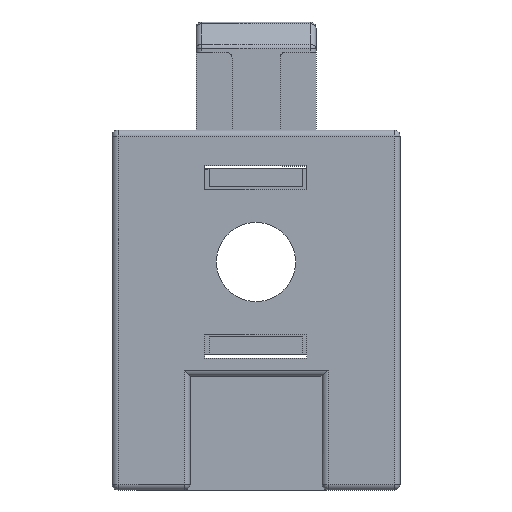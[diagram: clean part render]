
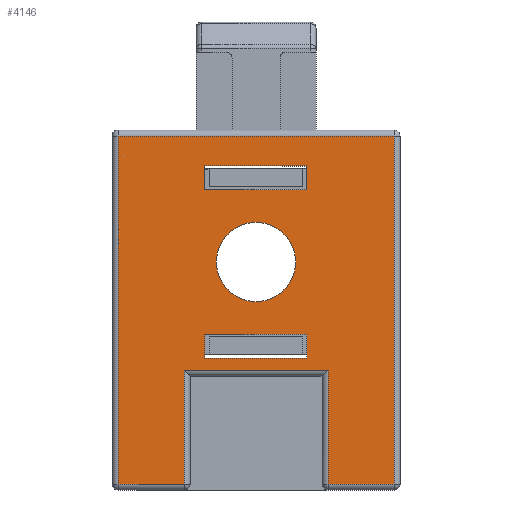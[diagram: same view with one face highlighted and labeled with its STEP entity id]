
A CAD part, front view. The second image highlights one B-rep face of the part: STEP entity #4146.
In plain terms, the highlighted planar face has unit normal (0, -1, 0).
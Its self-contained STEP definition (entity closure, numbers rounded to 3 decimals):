
#300 = CIRCLE ( 'NONE', #1533, 3.3 ) ;
#375 = LINE ( 'NONE', #3481, #378 ) ;
#378 = VECTOR ( 'NONE', #3480, 1000. ) ;
#381 = LINE ( 'NONE', #3478, #384 ) ;
#384 = VECTOR ( 'NONE', #3488, 1000. ) ;
#401 = CIRCLE ( 'NONE', #3294, 3.3 ) ;
#404 = LINE ( 'NONE', #2964, #407 ) ;
#407 = VECTOR ( 'NONE', #2975, 1000. ) ;
#408 = LINE ( 'NONE', #2768, #411 ) ;
#411 = VECTOR ( 'NONE', #2816, 1000. ) ;
#511 = CARTESIAN_POINT ( 'NONE',  ( 4.25, 0., 8. ) ) ;
#528 = DIRECTION ( 'NONE',  ( 1., 0., 0. ) ) ;
#532 = DIRECTION ( 'NONE',  ( 0., 0., -1. ) ) ;
#534 = CARTESIAN_POINT ( 'NONE',  ( -4.25, 0., -8. ) ) ;
#536 = CARTESIAN_POINT ( 'NONE',  ( 11.5, 0., 10.5 ) ) ;
#540 = DIRECTION ( 'NONE',  ( 0., 0., 1. ) ) ;
#549 = DIRECTION ( 'NONE',  ( 0., 0., 1. ) ) ;
#551 = CARTESIAN_POINT ( 'NONE',  ( -4.25, 0., -6. ) ) ;
#554 = DIRECTION ( 'NONE',  ( 1., 0., 0. ) ) ;
#638 = EDGE_LOOP ( 'NONE', ( #1127, #2503, #2500, #2504, #2502, #2507, #2501, #2353 ) ) ;
#649 = EDGE_LOOP ( 'NONE', ( #2359, #2358, #2357, #2354 ) ) ;
#672 = EDGE_LOOP ( 'NONE', ( #2355, #1129, #2356, #918 ) ) ;
#689 = VERTEX_POINT ( 'NONE', #4202 ) ;
#691 = VERTEX_POINT ( 'NONE', #4198 ) ;
#692 = VERTEX_POINT ( 'NONE', #4195 ) ;
#693 = VERTEX_POINT ( 'NONE', #4197 ) ;
#694 = VERTEX_POINT ( 'NONE', #4194 ) ;
#695 = VERTEX_POINT ( 'NONE', #4199 ) ;
#696 = VERTEX_POINT ( 'NONE', #4193 ) ;
#697 = VERTEX_POINT ( 'NONE', #4192 ) ;
#699 = VERTEX_POINT ( 'NONE', #4190 ) ;
#700 = VERTEX_POINT ( 'NONE', #4189 ) ;
#701 = VERTEX_POINT ( 'NONE', #4188 ) ;
#703 = VERTEX_POINT ( 'NONE', #4186 ) ;
#704 = VERTEX_POINT ( 'NONE', #4185 ) ;
#918 = ORIENTED_EDGE ( 'NONE', *, *, #1557, .T. ) ;
#959 = LINE ( 'NONE', #3396, #964 ) ;
#964 = VECTOR ( 'NONE', #3400, 1000. ) ;
#1007 = LINE ( 'NONE', #4066, #1022 ) ;
#1015 = LINE ( 'NONE', #4052, #1018 ) ;
#1018 = VECTOR ( 'NONE', #4049, 1000. ) ;
#1022 = VECTOR ( 'NONE', #4045, 1000. ) ;
#1031 = LINE ( 'NONE', #4029, #1044 ) ;
#1035 = LINE ( 'NONE', #536, #1038 ) ;
#1038 = VECTOR ( 'NONE', #540, 1000. ) ;
#1043 = LINE ( 'NONE', #511, #1046 ) ;
#1044 = VECTOR ( 'NONE', #554, 1000. ) ;
#1046 = VECTOR ( 'NONE', #532, 1000. ) ;
#1047 = LINE ( 'NONE', #534, #1050 ) ;
#1050 = VECTOR ( 'NONE', #549, 1000. ) ;
#1065 = LINE ( 'NONE', #551, #1067 ) ;
#1067 = VECTOR ( 'NONE', #528, 1000. ) ;
#1127 = ORIENTED_EDGE ( 'NONE', *, *, #1572, .T. ) ;
#1129 = ORIENTED_EDGE ( 'NONE', *, *, #1491, .T. ) ;
#1193 = FACE_BOUND ( 'NONE', #672, .T. ) ;
#1205 = FACE_BOUND ( 'NONE', #1840, .T. ) ;
#1208 = FACE_OUTER_BOUND ( 'NONE', #638, .T. ) ;
#1212 = FACE_BOUND ( 'NONE', #649, .T. ) ;
#1394 = EDGE_CURVE ( 'NONE', #1761, #1762, #300, .T. ) ;
#1443 = EDGE_CURVE ( 'NONE', #696, #1796, #959, .T. ) ;
#1474 = EDGE_CURVE ( 'NONE', #689, #691, #1015, .T. ) ;
#1476 = EDGE_CURVE ( 'NONE', #1771, #701, #1007, .T. ) ;
#1485 = EDGE_CURVE ( 'NONE', #694, #695, #1035, .T. ) ;
#1488 = EDGE_CURVE ( 'NONE', #691, #692, #1031, .T. ) ;
#1489 = EDGE_CURVE ( 'NONE', #699, #700, #1043, .T. ) ;
#1491 = EDGE_CURVE ( 'NONE', #701, #703, #1047, .T. ) ;
#1503 = EDGE_CURVE ( 'NONE', #703, #704, #1065, .T. ) ;
#1533 = AXIS2_PLACEMENT_3D ( 'NONE', #2607, #2606, #2608 ) ;
#1557 = EDGE_CURVE ( 'NONE', #704, #1771, #2691, .T. ) ;
#1572 = EDGE_CURVE ( 'NONE', #1796, #689, #2715, .T. ) ;
#1578 = EDGE_CURVE ( 'NONE', #697, #699, #2721, .T. ) ;
#1580 = EDGE_CURVE ( 'NONE', #693, #694, #2728, .T. ) ;
#1609 = EDGE_CURVE ( 'NONE', #692, #693, #375, .T. ) ;
#1614 = EDGE_CURVE ( 'NONE', #695, #696, #381, .T. ) ;
#1627 = EDGE_CURVE ( 'NONE', #1762, #1761, #401, .T. ) ;
#1629 = EDGE_CURVE ( 'NONE', #1810, #697, #404, .T. ) ;
#1632 = EDGE_CURVE ( 'NONE', #700, #1810, #408, .T. ) ;
#1761 = VERTEX_POINT ( 'NONE', #2865 ) ;
#1762 = VERTEX_POINT ( 'NONE', #2938 ) ;
#1771 = VERTEX_POINT ( 'NONE', #2826 ) ;
#1796 = VERTEX_POINT ( 'NONE', #2971 ) ;
#1810 = VERTEX_POINT ( 'NONE', #3130 ) ;
#1840 = EDGE_LOOP ( 'NONE', ( #2505, #2508 ) ) ;
#2220 = DIRECTION ( 'NONE',  ( 0., 0., 1. ) ) ;
#2223 = CARTESIAN_POINT ( 'NONE',  ( 12., 0., -19. ) ) ;
#2225 = PLANE ( 'NONE',  #3332 ) ;
#2227 = DIRECTION ( 'NONE',  ( 0., 1., 0. ) ) ;
#2353 = ORIENTED_EDGE ( 'NONE', *, *, #1443, .T. ) ;
#2354 = ORIENTED_EDGE ( 'NONE', *, *, #1632, .T. ) ;
#2355 = ORIENTED_EDGE ( 'NONE', *, *, #1476, .T. ) ;
#2356 = ORIENTED_EDGE ( 'NONE', *, *, #1503, .T. ) ;
#2357 = ORIENTED_EDGE ( 'NONE', *, *, #1489, .T. ) ;
#2358 = ORIENTED_EDGE ( 'NONE', *, *, #1578, .T. ) ;
#2359 = ORIENTED_EDGE ( 'NONE', *, *, #1629, .T. ) ;
#2500 = ORIENTED_EDGE ( 'NONE', *, *, #1488, .T. ) ;
#2501 = ORIENTED_EDGE ( 'NONE', *, *, #1614, .T. ) ;
#2502 = ORIENTED_EDGE ( 'NONE', *, *, #1580, .T. ) ;
#2503 = ORIENTED_EDGE ( 'NONE', *, *, #1474, .T. ) ;
#2504 = ORIENTED_EDGE ( 'NONE', *, *, #1609, .T. ) ;
#2505 = ORIENTED_EDGE ( 'NONE', *, *, #1627, .T. ) ;
#2507 = ORIENTED_EDGE ( 'NONE', *, *, #1485, .T. ) ;
#2508 = ORIENTED_EDGE ( 'NONE', *, *, #1394, .T. ) ;
#2606 = DIRECTION ( 'NONE',  ( 0., 1., 0. ) ) ;
#2607 = CARTESIAN_POINT ( 'NONE',  ( 0., 0., 0. ) ) ;
#2608 = DIRECTION ( 'NONE',  ( 0., 0., 1. ) ) ;
#2691 = LINE ( 'NONE', #3603, #2694 ) ;
#2694 = VECTOR ( 'NONE', #3602, 1000. ) ;
#2715 = LINE ( 'NONE', #3578, #2718 ) ;
#2718 = VECTOR ( 'NONE', #3577, 1000. ) ;
#2721 = LINE ( 'NONE', #3564, #2727 ) ;
#2727 = VECTOR ( 'NONE', #3572, 1000. ) ;
#2728 = LINE ( 'NONE', #3558, #2731 ) ;
#2731 = VECTOR ( 'NONE', #3557, 1000. ) ;
#2768 = CARTESIAN_POINT ( 'NONE',  ( -4.25, 0., 6. ) ) ;
#2816 = DIRECTION ( 'NONE',  ( -1., 0., 0. ) ) ;
#2826 = CARTESIAN_POINT ( 'NONE',  ( 4.25, 0., -8. ) ) ;
#2865 = CARTESIAN_POINT ( 'NONE',  ( 0., 0., -3.3 ) ) ;
#2938 = CARTESIAN_POINT ( 'NONE',  ( 0., 0., 3.3 ) ) ;
#2952 = DIRECTION ( 'NONE',  ( 0., 0., 1. ) ) ;
#2964 = CARTESIAN_POINT ( 'NONE',  ( -4.25, 0., 8. ) ) ;
#2971 = CARTESIAN_POINT ( 'NONE',  ( -11.5, 0., -18.5 ) ) ;
#2975 = DIRECTION ( 'NONE',  ( 0., 0., 1. ) ) ;
#2984 = DIRECTION ( 'NONE',  ( 0., 1., 0. ) ) ;
#2991 = CARTESIAN_POINT ( 'NONE',  ( 0., 0., 0. ) ) ;
#3130 = CARTESIAN_POINT ( 'NONE',  ( -4.25, 0., 6. ) ) ;
#3294 = AXIS2_PLACEMENT_3D ( 'NONE', #2991, #2984, #2952 ) ;
#3332 = AXIS2_PLACEMENT_3D ( 'NONE', #2223, #2227, #2220 ) ;
#3396 = CARTESIAN_POINT ( 'NONE',  ( -11.5, 0., -19. ) ) ;
#3400 = DIRECTION ( 'NONE',  ( 0., 0., -1. ) ) ;
#3478 = CARTESIAN_POINT ( 'NONE',  ( 12., 0., 10.5 ) ) ;
#3480 = DIRECTION ( 'NONE',  ( 0., 0., -1. ) ) ;
#3481 = CARTESIAN_POINT ( 'NONE',  ( 6., 0., -19. ) ) ;
#3488 = DIRECTION ( 'NONE',  ( -1., 0., 0. ) ) ;
#3557 = DIRECTION ( 'NONE',  ( 1., 0., 0. ) ) ;
#3558 = CARTESIAN_POINT ( 'NONE',  ( 12., 0., -18.5 ) ) ;
#3564 = CARTESIAN_POINT ( 'NONE',  ( -4.25, 0., 8. ) ) ;
#3572 = DIRECTION ( 'NONE',  ( 1., 0., 0. ) ) ;
#3577 = DIRECTION ( 'NONE',  ( 1., 0., 0. ) ) ;
#3578 = CARTESIAN_POINT ( 'NONE',  ( 12., 0., -18.5 ) ) ;
#3602 = DIRECTION ( 'NONE',  ( 0., 0., -1. ) ) ;
#3603 = CARTESIAN_POINT ( 'NONE',  ( 4.25, 0., -8. ) ) ;
#4029 = CARTESIAN_POINT ( 'NONE',  ( 12., 0., -9. ) ) ;
#4045 = DIRECTION ( 'NONE',  ( -1., 0., 0. ) ) ;
#4049 = DIRECTION ( 'NONE',  ( 0., 0., 1. ) ) ;
#4052 = CARTESIAN_POINT ( 'NONE',  ( -6., 0., -19. ) ) ;
#4066 = CARTESIAN_POINT ( 'NONE',  ( -4.25, 0., -8. ) ) ;
#4146 = ADVANCED_FACE ( 'NONE', ( #1208, #1212, #1193, #1205 ), #2225, .F. ) ;
#4185 = CARTESIAN_POINT ( 'NONE',  ( 4.25, 0., -6. ) ) ;
#4186 = CARTESIAN_POINT ( 'NONE',  ( -4.25, 0., -6. ) ) ;
#4188 = CARTESIAN_POINT ( 'NONE',  ( -4.25, 0., -8. ) ) ;
#4189 = CARTESIAN_POINT ( 'NONE',  ( 4.25, 0., 6. ) ) ;
#4190 = CARTESIAN_POINT ( 'NONE',  ( 4.25, 0., 8. ) ) ;
#4192 = CARTESIAN_POINT ( 'NONE',  ( -4.25, 0., 8. ) ) ;
#4193 = CARTESIAN_POINT ( 'NONE',  ( -11.5, 0., 10.5 ) ) ;
#4194 = CARTESIAN_POINT ( 'NONE',  ( 11.5, 0., -18.5 ) ) ;
#4195 = CARTESIAN_POINT ( 'NONE',  ( 6., 0., -9. ) ) ;
#4197 = CARTESIAN_POINT ( 'NONE',  ( 6., 0., -18.5 ) ) ;
#4198 = CARTESIAN_POINT ( 'NONE',  ( -6., 0., -9. ) ) ;
#4199 = CARTESIAN_POINT ( 'NONE',  ( 11.5, 0., 10.5 ) ) ;
#4202 = CARTESIAN_POINT ( 'NONE',  ( -6., 0., -18.5 ) ) ;
